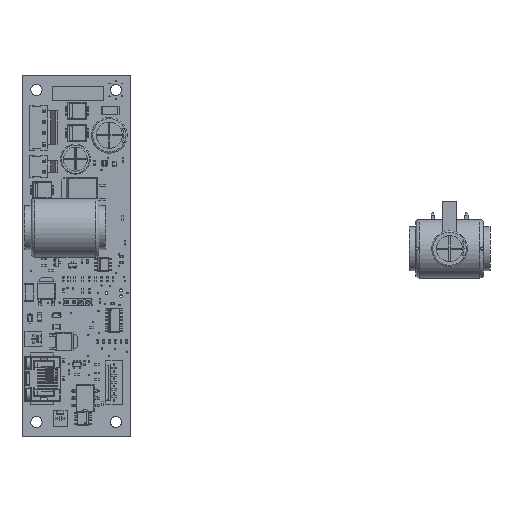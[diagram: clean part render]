
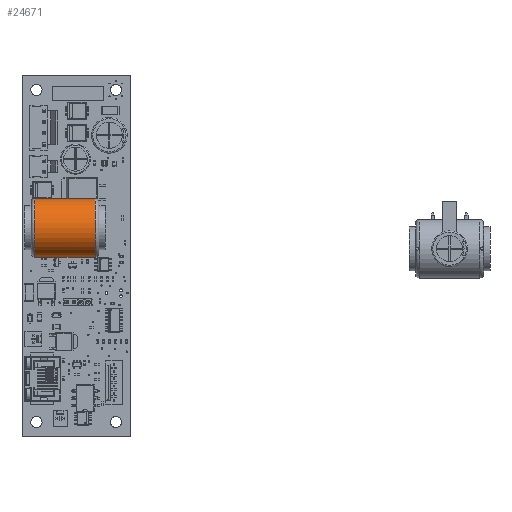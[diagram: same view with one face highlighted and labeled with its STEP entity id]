
A CAD part, top view. The second image highlights one B-rep face of the part: STEP entity #24671.
In plain terms, the highlighted cylindrical face has radius 10.287 mm (diameter 20.574 mm), a full revolution.
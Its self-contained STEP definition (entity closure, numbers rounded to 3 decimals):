
#24608=CARTESIAN_POINT('',(10.668,10.287,-0.026));
#24609=VERTEX_POINT('',#24608);
#24617=CARTESIAN_POINT('',(10.668,0.,10.287));
#24618=VERTEX_POINT('',#24617);
#24619=CARTESIAN_POINT('',(10.668,0.,0.));
#24620=DIRECTION('',(1.,0.,0.));
#24621=DIRECTION('',(0.,-1.,0.));
#24622=AXIS2_PLACEMENT_3D('',#24619,#24620,#24621);
#24623=CIRCLE('',#24622,10.287);
#24624=EDGE_CURVE('',#24609,#24618,#24623,.T.);
#24626=CARTESIAN_POINT('',(10.668,-10.287,0.));
#24627=VERTEX_POINT('',#24626);
#24628=EDGE_CURVE('',#24618,#24627,#24623,.T.);
#24630=EDGE_CURVE('',#24627,#24609,#24623,.T.);
#24641=ORIENTED_EDGE('',*,*,#24630,.F.);
#24642=ORIENTED_EDGE('',*,*,#24628,.F.);
#24643=CARTESIAN_POINT('',(-10.668,0.,10.287));
#24644=VERTEX_POINT('',#24643);
#24645=CARTESIAN_POINT('',(-11.938,0.,10.287));
#24646=DIRECTION('',(1.,0.,0.));
#24647=VECTOR('',#24646,10.287);
#24648=LINE('',#24645,#24647);
#24649=EDGE_CURVE('',#24644,#24618,#24648,.T.);
#24650=ORIENTED_EDGE('',*,*,#24649,.F.);
#24651=CARTESIAN_POINT('',(-10.668,10.287,0.));
#24652=VERTEX_POINT('',#24651);
#24653=CARTESIAN_POINT('',(-10.668,0.,0.));
#24654=DIRECTION('',(-1.,0.,0.));
#24655=DIRECTION('',(0.,1.,0.));
#24656=AXIS2_PLACEMENT_3D('',#24653,#24654,#24655);
#24657=CIRCLE('',#24656,10.287);
#24658=EDGE_CURVE('',#24652,#24644,#24657,.T.);
#24659=ORIENTED_EDGE('',*,*,#24658,.F.);
#24660=EDGE_CURVE('',#24644,#24652,#24657,.T.);
#24661=ORIENTED_EDGE('',*,*,#24660,.F.);
#24662=ORIENTED_EDGE('',*,*,#24649,.T.);
#24663=ORIENTED_EDGE('',*,*,#24624,.F.);
#24664=EDGE_LOOP('',(#24641,#24642,#24650,#24659,#24661,#24662,#24663));
#24665=FACE_OUTER_BOUND('',#24664,.T.);
#24666=CARTESIAN_POINT('',(-11.938,0.,0.));
#24667=DIRECTION('',(1.,0.,0.));
#24668=DIRECTION('',(0.,0.,1.));
#24669=AXIS2_PLACEMENT_3D('',#24666,#24667,#24668);
#24670=CYLINDRICAL_SURFACE('',#24669,10.287);
#24671=ADVANCED_FACE('',(#24665),#24670,.T.);
